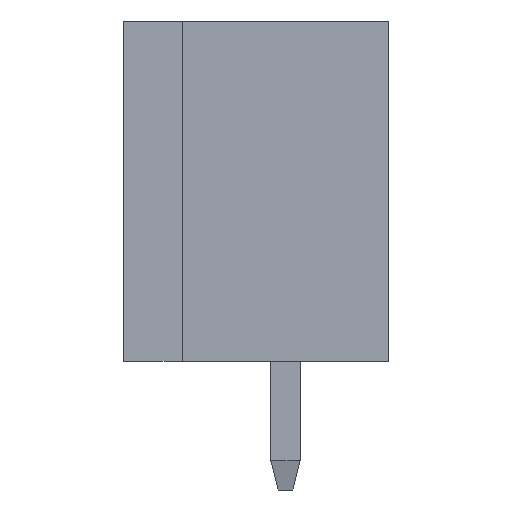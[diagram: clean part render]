
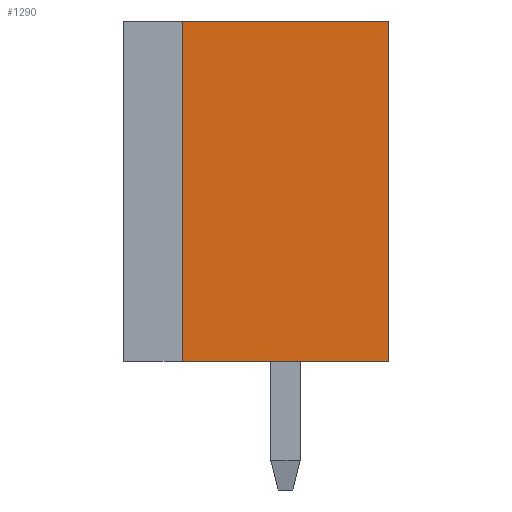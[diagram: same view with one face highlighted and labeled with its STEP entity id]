
A CAD part, left-side view. The second image highlights one B-rep face of the part: STEP entity #1290.
In plain terms, the highlighted planar face has unit normal (-1, 0, 0).
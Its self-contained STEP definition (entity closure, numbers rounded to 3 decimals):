
#1290 = ADVANCED_FACE( '', ( #2543 ), #2544, .F. );
#2543 = FACE_OUTER_BOUND( '', #3747, .T. );
#2544 = PLANE( '', #3748 );
#3747 = EDGE_LOOP( '', ( #7323, #7324, #7325, #7326 ) );
#3748 = AXIS2_PLACEMENT_3D( '', #7327, #7328, #7329 );
#7323 = ORIENTED_EDGE( '', *, *, #8036, .F. );
#7324 = ORIENTED_EDGE( '', *, *, #7886, .T. );
#7325 = ORIENTED_EDGE( '', *, *, #8118, .F. );
#7326 = ORIENTED_EDGE( '', *, *, #8620, .F. );
#7327 = CARTESIAN_POINT( '', ( -19.15, 0., 0. ) );
#7328 = DIRECTION( '', ( 1., 0., 0. ) );
#7329 = DIRECTION( '', ( 0., 0., -1. ) );
#7886 = EDGE_CURVE( '', #9689, #9690, #9691, .T. );
#8036 = EDGE_CURVE( '', #9689, #9932, #9933, .T. );
#8118 = EDGE_CURVE( '', #10065, #9690, #10067, .T. );
#8620 = EDGE_CURVE( '', #9932, #10065, #10715, .T. );
#9689 = VERTEX_POINT( '', #12261 );
#9690 = VERTEX_POINT( '', #12262 );
#9691 = LINE( '', #12263, #12264 );
#9932 = VERTEX_POINT( '', #12666 );
#9933 = LINE( '', #12667, #12668 );
#10065 = VERTEX_POINT( '', #12868 );
#10067 = LINE( '', #12871, #12872 );
#10715 = LINE( '', #13917, #13918 );
#12261 = CARTESIAN_POINT( '', ( -19.15, 2., 4.6 ) );
#12262 = CARTESIAN_POINT( '', ( -19.15, 2., -4.6 ) );
#12263 = CARTESIAN_POINT( '', ( -19.15, 2., 0. ) );
#12264 = VECTOR( '', #14667, 1000. );
#12666 = CARTESIAN_POINT( '', ( -19.15, -3.6, 4.6 ) );
#12667 = CARTESIAN_POINT( '', ( -19.15, 3.6, 4.6 ) );
#12668 = VECTOR( '', #14802, 1000. );
#12868 = CARTESIAN_POINT( '', ( -19.15, -3.6, -4.6 ) );
#12871 = CARTESIAN_POINT( '', ( -19.15, -3.6, -4.6 ) );
#12872 = VECTOR( '', #14887, 1000. );
#13917 = CARTESIAN_POINT( '', ( -19.15, -3.6, 4.6 ) );
#13918 = VECTOR( '', #15261, 1000. );
#14667 = DIRECTION( '', ( 0., 0., -1. ) );
#14802 = DIRECTION( '', ( 0., -1., 0. ) );
#14887 = DIRECTION( '', ( 0., 1., 0. ) );
#15261 = DIRECTION( '', ( 0., 0., -1. ) );
